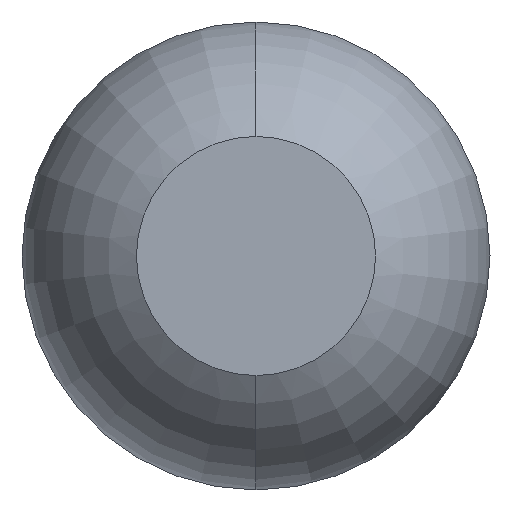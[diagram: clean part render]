
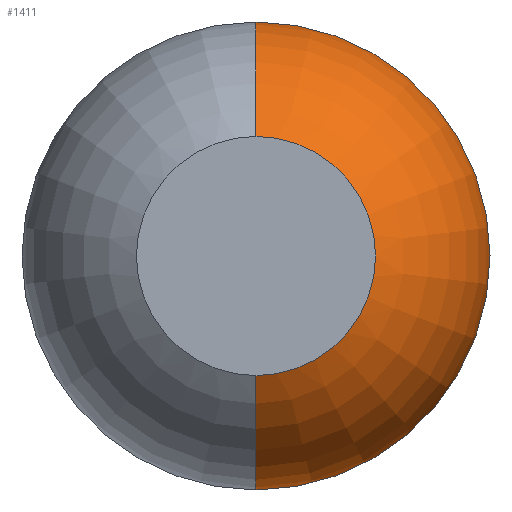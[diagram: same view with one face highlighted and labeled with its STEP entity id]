
A CAD part, front view. The second image highlights one B-rep face of the part: STEP entity #1411.
In plain terms, the highlighted toroidal (fillet/blend) face has major radius 0.035 mm and minor radius 0.65 mm.
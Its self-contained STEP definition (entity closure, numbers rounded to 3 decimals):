
#90 = DIRECTION ( 'NONE',  ( 0., 0., 1. ) ) ;
#153 = ORIENTED_EDGE ( 'NONE', *, *, #2103, .F. ) ;
#168 = VERTEX_POINT ( 'NONE', #1543 ) ;
#186 = CIRCLE ( 'NONE', #4012, 0.65 ) ;
#417 = AXIS2_PLACEMENT_3D ( 'NONE', #942, #2281, #3266 ) ;
#451 = DIRECTION ( 'NONE',  ( -1., 0., 0. ) ) ;
#458 = CARTESIAN_POINT ( 'NONE',  ( 0., -25., -0.35 ) ) ;
#468 = AXIS2_PLACEMENT_3D ( 'NONE', #3850, #901, #1235 ) ;
#554 = CIRCLE ( 'NONE', #417, 0.35 ) ;
#838 = DIRECTION ( 'NONE',  ( 0., 0., -1. ) ) ;
#852 = CARTESIAN_POINT ( 'NONE',  ( 0., -24.431, 0. ) ) ;
#901 = DIRECTION ( 'NONE',  ( 0., -1., 0. ) ) ;
#942 = CARTESIAN_POINT ( 'NONE',  ( 0., -25., 0. ) ) ;
#950 = VERTEX_POINT ( 'NONE', #458 ) ;
#1011 = EDGE_CURVE ( 'Defeature ausgef�hrt2_4+Defeature ausgef�hrt2_5+Defeature ausgef�hrt2_5+Defeature ausgef�hrt2_5', #2727, #2586, #1088, .T. ) ;
#1088 = CIRCLE ( 'NONE', #2849, 0.685 ) ;
#1235 = DIRECTION ( 'NONE',  ( 0., 0., -1. ) ) ;
#1411 = ADVANCED_FACE ( 'Defeature ausgef�hrt2_4', ( #2896 ), #2178, .T. ) ;
#1455 = DIRECTION ( 'NONE',  ( 0., 0., -1. ) ) ;
#1543 = CARTESIAN_POINT ( 'NONE',  ( 0., -25., 0.35 ) ) ;
#1548 = CARTESIAN_POINT ( 'NONE',  ( 0., -24.431, 0.685 ) ) ;
#1875 = DIRECTION ( 'NONE',  ( 0., -1., 0. ) ) ;
#2103 = EDGE_CURVE ( 'NONE', #2727, #950, #186, .T. ) ;
#2132 = DIRECTION ( 'NONE',  ( 1., 0., 0. ) ) ;
#2178 = TOROIDAL_SURFACE ( 'NONE', #468, 0.035, 0.65 ) ;
#2261 = AXIS2_PLACEMENT_3D ( 'NONE', #3439, #2132, #1455 ) ;
#2281 = DIRECTION ( 'NONE',  ( 0., -1., 0. ) ) ;
#2403 = CARTESIAN_POINT ( 'NONE',  ( 0., -24.431, -0.035 ) ) ;
#2526 = ORIENTED_EDGE ( 'NONE', *, *, #3536, .T. ) ;
#2586 = VERTEX_POINT ( 'NONE', #1548 ) ;
#2727 = VERTEX_POINT ( 'NONE', #3268 ) ;
#2849 = AXIS2_PLACEMENT_3D ( 'NONE', #852, #1875, #838 ) ;
#2896 = FACE_OUTER_BOUND ( 'NONE', #3409, .T. ) ;
#3201 = EDGE_CURVE ( 'Defeature ausgef�hrt2_13+Defeature ausgef�hrt2_4+Defeature ausgef�hrt2_4+Defeature ausgef�hrt2_4', #950, #168, #554, .T. ) ;
#3266 = DIRECTION ( 'NONE',  ( 0., 0., -1. ) ) ;
#3268 = CARTESIAN_POINT ( 'NONE',  ( 0., -24.431, -0.685 ) ) ;
#3409 = EDGE_LOOP ( 'NONE', ( #3858, #2526, #3537, #153 ) ) ;
#3439 = CARTESIAN_POINT ( 'NONE',  ( 0., -24.431, 0.035 ) ) ;
#3536 = EDGE_CURVE ( 'NONE', #2586, #168, #3780, .T. ) ;
#3537 = ORIENTED_EDGE ( 'NONE', *, *, #3201, .F. ) ;
#3780 = CIRCLE ( 'NONE', #2261, 0.65 ) ;
#3850 = CARTESIAN_POINT ( 'NONE',  ( 0., -24.431, 0. ) ) ;
#3858 = ORIENTED_EDGE ( 'NONE', *, *, #1011, .T. ) ;
#4012 = AXIS2_PLACEMENT_3D ( 'NONE', #2403, #451, #90 ) ;
